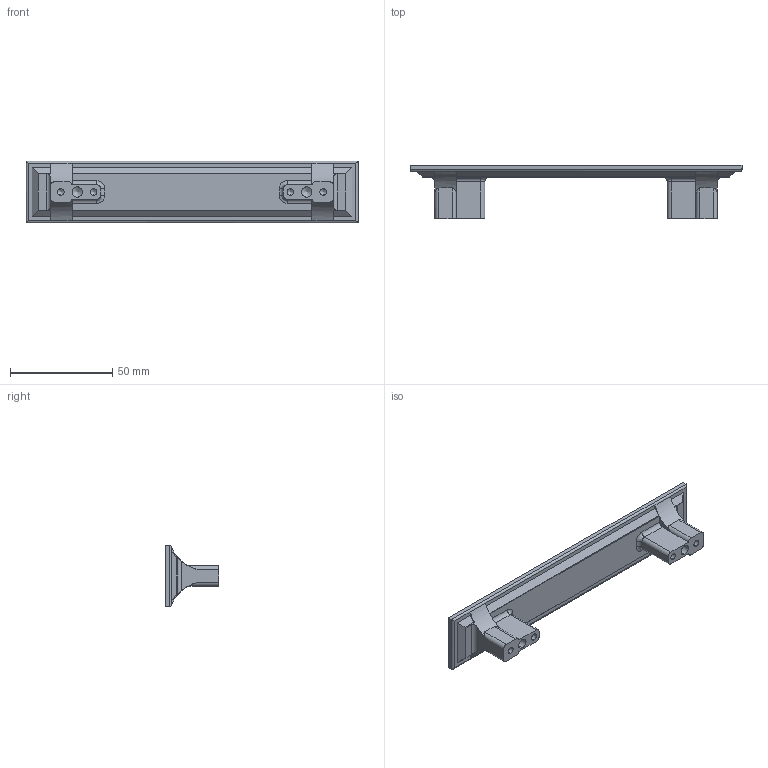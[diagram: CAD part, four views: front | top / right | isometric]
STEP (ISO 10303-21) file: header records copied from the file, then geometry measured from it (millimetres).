
FILE_DESCRIPTION (( 'STEP AP214' ), '1' );
FILE_NAME ('F003239,F003240_3D.step', '2022-08-15T13:05:26', ( '' ), ( '' ), 'SwSTEP 2.0', 'SolidWorks 2020', '' );
FILE_SCHEMA (( 'AUTOMOTIVE_DESIGN' ));
Length unit declared in the file: millimetre
Products named in the file (1): F003239,F003240_3D
Bounding box: 162 x 26 x 30 mm (x, y, z)
Volume: 18026.7 mm3; surface area: 18357.3 mm2
Topology: 2 solids, 2 shells, 173 faces, 448 edges, 278 vertices
Faces by surface type: plane 109, cylinder 48, cone 12, bspline 4
Entity records: 7348 total; most frequent: CARTESIAN_POINT 1240, ORIENTED_EDGE 872, DIRECTION 840, EDGE_CURVE 436, LINE 332, VECTOR 332, VERTEX_POINT 278, AXIS2_PLACEMENT_3D 254
